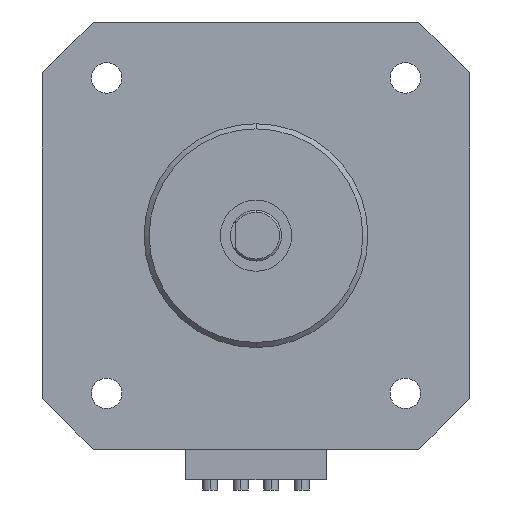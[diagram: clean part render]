
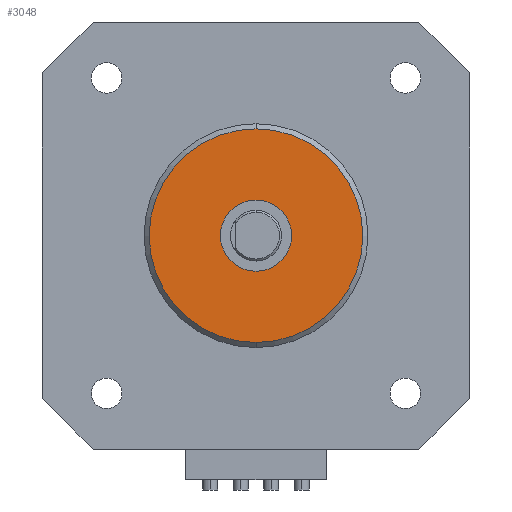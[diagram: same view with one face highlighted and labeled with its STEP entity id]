
A CAD part, left-side view. The second image highlights one B-rep face of the part: STEP entity #3048.
In plain terms, the highlighted planar face has unit normal (-1, 0, 0).
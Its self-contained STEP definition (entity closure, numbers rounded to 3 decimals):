
#32 = AXIS2_PLACEMENT_3D ( 'NONE', #1758, #3070, #4109 ) ;
#36 = CIRCLE ( 'NONE', #32, 10.5 ) ;
#116 = CIRCLE ( 'NONE', #4353, 3.5 ) ;
#243 = EDGE_LOOP ( 'NONE', ( #1505, #936 ) ) ;
#383 = DIRECTION ( 'NONE',  ( 0., 0., 1. ) ) ;
#627 = DIRECTION ( 'NONE',  ( 0., 0., 1. ) ) ;
#680 = DIRECTION ( 'NONE',  ( -1., 0., 0. ) ) ;
#724 = CARTESIAN_POINT ( 'NONE',  ( -35.7, 0., -10.5 ) ) ;
#819 = CIRCLE ( 'NONE', #2502, 10.5 ) ;
#936 = ORIENTED_EDGE ( 'NONE', *, *, #2602, .F. ) ;
#1189 = CIRCLE ( 'NONE', #3670, 3.5 ) ;
#1257 = VERTEX_POINT ( 'NONE', #1389 ) ;
#1379 = DIRECTION ( 'NONE',  ( -1., 0., 0. ) ) ;
#1380 = FACE_BOUND ( 'NONE', #243, .T. ) ;
#1389 = CARTESIAN_POINT ( 'NONE',  ( -35.7, 0., -3.5 ) ) ;
#1505 = ORIENTED_EDGE ( 'NONE', *, *, #4373, .F. ) ;
#1730 = CARTESIAN_POINT ( 'NONE',  ( -35.7, 0., 0. ) ) ;
#1758 = CARTESIAN_POINT ( 'NONE',  ( -35.7, 0., 0. ) ) ;
#1792 = EDGE_LOOP ( 'NONE', ( #3063, #3442 ) ) ;
#1987 = CARTESIAN_POINT ( 'NONE',  ( -35.7, 0., 0. ) ) ;
#2062 = EDGE_CURVE ( 'NONE', #2552, #4360, #819, .T. ) ;
#2069 = EDGE_CURVE ( 'NONE', #4360, #2552, #36, .T. ) ;
#2109 = DIRECTION ( 'NONE',  ( 0., 0., 1. ) ) ;
#2364 = AXIS2_PLACEMENT_3D ( 'NONE', #1730, #3104, #3072 ) ;
#2502 = AXIS2_PLACEMENT_3D ( 'NONE', #4129, #1379, #2109 ) ;
#2552 = VERTEX_POINT ( 'NONE', #3989 ) ;
#2602 = EDGE_CURVE ( 'NONE', #1257, #3885, #116, .T. ) ;
#2722 = PLANE ( 'NONE',  #2364 ) ;
#2949 = DIRECTION ( 'NONE',  ( -1., 0., 0. ) ) ;
#3048 = ADVANCED_FACE ( 'NONE', ( #3397, #1380 ), #2722, .T. ) ;
#3063 = ORIENTED_EDGE ( 'NONE', *, *, #2069, .T. ) ;
#3070 = DIRECTION ( 'NONE',  ( -1., 0., 0. ) ) ;
#3072 = DIRECTION ( 'NONE',  ( 0., 0., 1. ) ) ;
#3104 = DIRECTION ( 'NONE',  ( -1., 0., 0. ) ) ;
#3304 = CARTESIAN_POINT ( 'NONE',  ( -35.7, 0., 3.5 ) ) ;
#3397 = FACE_OUTER_BOUND ( 'NONE', #1792, .T. ) ;
#3442 = ORIENTED_EDGE ( 'NONE', *, *, #2062, .T. ) ;
#3670 = AXIS2_PLACEMENT_3D ( 'NONE', #3707, #680, #383 ) ;
#3707 = CARTESIAN_POINT ( 'NONE',  ( -35.7, 0., 0. ) ) ;
#3885 = VERTEX_POINT ( 'NONE', #3304 ) ;
#3989 = CARTESIAN_POINT ( 'NONE',  ( -35.7, 0., 10.5 ) ) ;
#4109 = DIRECTION ( 'NONE',  ( 0., 0., 1. ) ) ;
#4129 = CARTESIAN_POINT ( 'NONE',  ( -35.7, 0., 0. ) ) ;
#4353 = AXIS2_PLACEMENT_3D ( 'NONE', #1987, #2949, #627 ) ;
#4360 = VERTEX_POINT ( 'NONE', #724 ) ;
#4373 = EDGE_CURVE ( 'NONE', #3885, #1257, #1189, .T. ) ;
